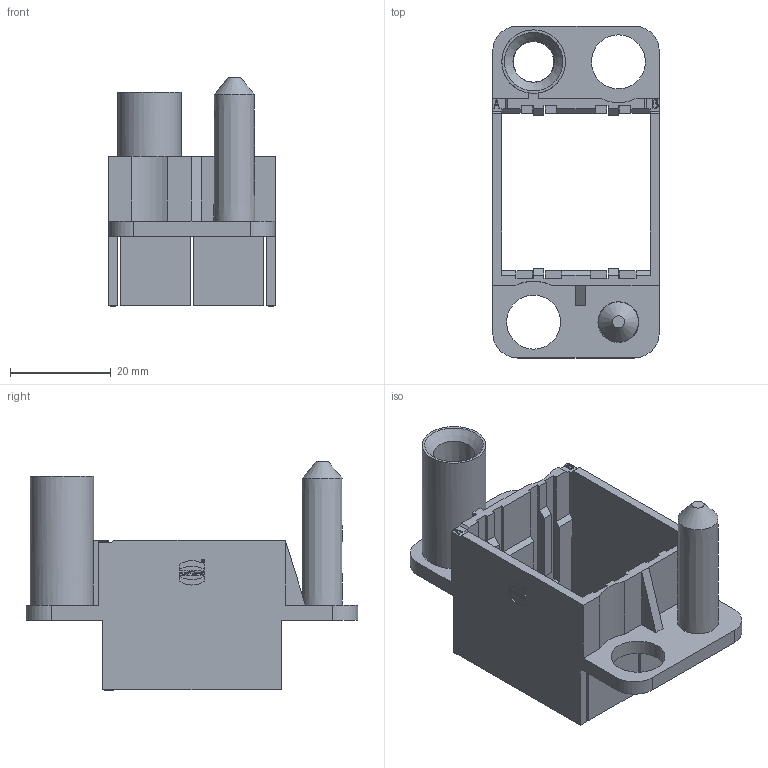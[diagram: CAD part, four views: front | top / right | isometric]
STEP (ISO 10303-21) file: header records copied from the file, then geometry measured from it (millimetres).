
FILE_DESCRIPTION(/* description */ (''),/* implementation_level */ '2;1');
FILE_NAME(/* name */ '100203455ugm000_c.stp',/* time_stamp */ '2019-12-11T14:13:05+01:00',/* author */ (''),/* organization */ (''),/* preprocessor_version */ 'ST-DEVELOPER v16.7',/* originating_system */ 'SIEMENS PLM Software NX 12.0',/* authorisation */ '');
FILE_SCHEMA (('AUTOMOTIVE_DESIGN { 1 0 10303 214 3 1 1 1 }'));
Length unit declared in the file: millimetre
Products named in the file (1): 100203455ugm000_c
Bounding box: 33 x 65.8 x 45.4 mm (x, y, z)
Volume: 12009.2 mm3; surface area: 13236.9 mm2
Topology: 1 solids, 1 shells, 331 faces, 899 edges, 601 vertices
Faces by surface type: plane 281, extrusion 26, cylinder 19, cone 4, bspline 1
Full cylindrical faces by diameter (mm): 0.55 x1, 0.65 x1, 10.7 x2, 12.6 x1
Entity records: 13311 total; most frequent: CARTESIAN_POINT 2846, ORIENTED_EDGE 1772, DIRECTION 1433, EDGE_CURVE 886, VECTOR 727, LINE 701, VERTEX_POINT 596, EDGE_LOOP 378
